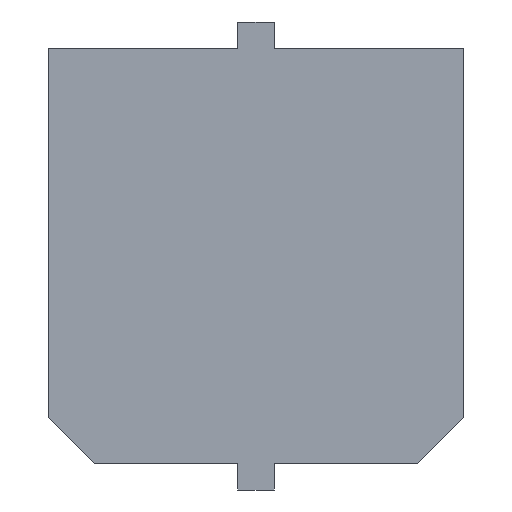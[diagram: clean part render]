
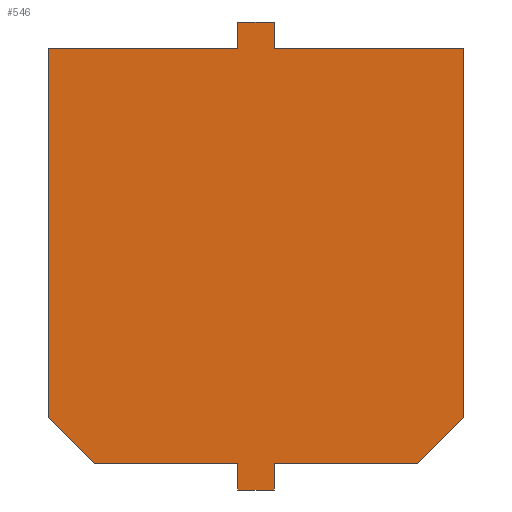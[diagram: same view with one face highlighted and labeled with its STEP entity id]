
A CAD part, front view. The second image highlights one B-rep face of the part: STEP entity #546.
In plain terms, the highlighted planar face has unit normal (0, -1, 0).
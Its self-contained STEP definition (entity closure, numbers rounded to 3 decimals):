
#6 = ORIENTED_EDGE ( 'NONE', *, *, #818, .F. ) ;
#12 = LINE ( 'NONE', #108, #888 ) ;
#47 = VECTOR ( 'NONE', #455, 1000. ) ;
#62 = EDGE_LOOP ( 'NONE', ( #324, #855, #832, #994, #1061, #869, #6, #338, #807, #105, #493, #466, #354, #211 ) ) ;
#66 = DIRECTION ( 'NONE',  ( 0., -1., 0. ) ) ;
#89 = VERTEX_POINT ( 'NONE', #999 ) ;
#105 = ORIENTED_EDGE ( 'NONE', *, *, #448, .F. ) ;
#108 = CARTESIAN_POINT ( 'NONE',  ( -0.45, 0., -2.3 ) ) ;
#113 = CARTESIAN_POINT ( 'NONE',  ( 5.15, 0., -4. ) ) ;
#115 = DIRECTION ( 'NONE',  ( -1., 0., 0. ) ) ;
#129 = DIRECTION ( 'NONE',  ( 0., 0., 1. ) ) ;
#131 = EDGE_CURVE ( 'NONE', #178, #887, #169, .T. ) ;
#138 = CARTESIAN_POINT ( 'NONE',  ( -4., 0., -5.15 ) ) ;
#148 = VECTOR ( 'NONE', #355, 1000. ) ;
#169 = LINE ( 'NONE', #972, #250 ) ;
#174 = VECTOR ( 'NONE', #954, 1000. ) ;
#178 = VERTEX_POINT ( 'NONE', #477 ) ;
#184 = LINE ( 'NONE', #138, #47 ) ;
#196 = CARTESIAN_POINT ( 'NONE',  ( -5.15, 0., -4. ) ) ;
#211 = ORIENTED_EDGE ( 'NONE', *, *, #1034, .F. ) ;
#212 = DIRECTION ( 'NONE',  ( 1., 0., 0. ) ) ;
#246 = VERTEX_POINT ( 'NONE', #701 ) ;
#250 = VECTOR ( 'NONE', #787, 1000. ) ;
#263 = CARTESIAN_POINT ( 'NONE',  ( -0.45, 0., -5.15 ) ) ;
#289 = CARTESIAN_POINT ( 'NONE',  ( 0., 0., 0. ) ) ;
#297 = VECTOR ( 'NONE', #975, 1000. ) ;
#319 = LINE ( 'NONE', #991, #948 ) ;
#324 = ORIENTED_EDGE ( 'NONE', *, *, #1097, .F. ) ;
#338 = ORIENTED_EDGE ( 'NONE', *, *, #1024, .F. ) ;
#354 = ORIENTED_EDGE ( 'NONE', *, *, #369, .F. ) ;
#355 = DIRECTION ( 'NONE',  ( -0.707, 0., 0.707 ) ) ;
#357 = LINE ( 'NONE', #196, #148 ) ;
#369 = EDGE_CURVE ( 'NONE', #517, #731, #766, .T. ) ;
#375 = CARTESIAN_POINT ( 'NONE',  ( -5.15, 0., 5.15 ) ) ;
#377 = DIRECTION ( 'NONE',  ( 0., 0., -1. ) ) ;
#379 = CARTESIAN_POINT ( 'NONE',  ( 0.45, 0., 5.8 ) ) ;
#386 = CARTESIAN_POINT ( 'NONE',  ( -4., 0., -5.15 ) ) ;
#393 = DIRECTION ( 'NONE',  ( 1., 0., 0. ) ) ;
#394 = VERTEX_POINT ( 'NONE', #1014 ) ;
#402 = VERTEX_POINT ( 'NONE', #891 ) ;
#414 = EDGE_CURVE ( 'NONE', #697, #178, #1103, .T. ) ;
#416 = DIRECTION ( 'NONE',  ( 0., 0., 1. ) ) ;
#434 = CARTESIAN_POINT ( 'NONE',  ( 5.15, 0., 5.15 ) ) ;
#440 = CARTESIAN_POINT ( 'NONE',  ( -0.45, 0., 5.8 ) ) ;
#448 = EDGE_CURVE ( 'NONE', #505, #394, #756, .T. ) ;
#455 = DIRECTION ( 'NONE',  ( -1., 0., 0. ) ) ;
#466 = ORIENTED_EDGE ( 'NONE', *, *, #771, .F. ) ;
#469 = VECTOR ( 'NONE', #416, 1000. ) ;
#477 = CARTESIAN_POINT ( 'NONE',  ( 0.45, 0., -5.15 ) ) ;
#493 = ORIENTED_EDGE ( 'NONE', *, *, #1065, .F. ) ;
#494 = LINE ( 'NONE', #799, #747 ) ;
#505 = VERTEX_POINT ( 'NONE', #440 ) ;
#517 = VERTEX_POINT ( 'NONE', #810 ) ;
#546 = ADVANCED_FACE ( 'NONE', ( #950 ), #739, .T. ) ;
#575 = VERTEX_POINT ( 'NONE', #386 ) ;
#588 = EDGE_CURVE ( 'NONE', #627, #902, #12, .T. ) ;
#603 = LINE ( 'NONE', #1023, #829 ) ;
#627 = VERTEX_POINT ( 'NONE', #923 ) ;
#681 = VECTOR ( 'NONE', #783, 1000. ) ;
#697 = VERTEX_POINT ( 'NONE', #1081 ) ;
#701 = CARTESIAN_POINT ( 'NONE',  ( -0.45, 0., 5.15 ) ) ;
#702 = VECTOR ( 'NONE', #212, 1000. ) ;
#723 = DIRECTION ( 'NONE',  ( -0.707, 0., -0.707 ) ) ;
#727 = EDGE_CURVE ( 'NONE', #1054, #697, #319, .T. ) ;
#731 = VERTEX_POINT ( 'NONE', #375 ) ;
#738 = CARTESIAN_POINT ( 'NONE',  ( -4., 0., -5.15 ) ) ;
#739 = PLANE ( 'NONE',  #945 ) ;
#747 = VECTOR ( 'NONE', #1058, 1000. ) ;
#756 = LINE ( 'NONE', #379, #843 ) ;
#760 = LINE ( 'NONE', #1031, #297 ) ;
#766 = LINE ( 'NONE', #777, #681 ) ;
#771 = EDGE_CURVE ( 'NONE', #731, #246, #928, .T. ) ;
#777 = CARTESIAN_POINT ( 'NONE',  ( -5.15, 0., 5.15 ) ) ;
#782 = CARTESIAN_POINT ( 'NONE',  ( -0.45, 0., 2.3 ) ) ;
#783 = DIRECTION ( 'NONE',  ( 0., 0., 1. ) ) ;
#787 = DIRECTION ( 'NONE',  ( 0., 0., -1. ) ) ;
#799 = CARTESIAN_POINT ( 'NONE',  ( 0.45, 0., 2.3 ) ) ;
#807 = ORIENTED_EDGE ( 'NONE', *, *, #844, .F. ) ;
#810 = CARTESIAN_POINT ( 'NONE',  ( -5.15, 0., -4. ) ) ;
#818 = EDGE_CURVE ( 'NONE', #402, #1054, #1045, .T. ) ;
#829 = VECTOR ( 'NONE', #1029, 1000. ) ;
#832 = ORIENTED_EDGE ( 'NONE', *, *, #944, .F. ) ;
#843 = VECTOR ( 'NONE', #393, 1000. ) ;
#844 = EDGE_CURVE ( 'NONE', #394, #89, #494, .T. ) ;
#855 = ORIENTED_EDGE ( 'NONE', *, *, #588, .F. ) ;
#869 = ORIENTED_EDGE ( 'NONE', *, *, #727, .F. ) ;
#887 = VERTEX_POINT ( 'NONE', #1068 ) ;
#888 = VECTOR ( 'NONE', #129, 1000. ) ;
#891 = CARTESIAN_POINT ( 'NONE',  ( 5.15, 0., 5.15 ) ) ;
#898 = VECTOR ( 'NONE', #115, 1000. ) ;
#902 = VERTEX_POINT ( 'NONE', #263 ) ;
#904 = CARTESIAN_POINT ( 'NONE',  ( 5.15, 0., -4. ) ) ;
#923 = CARTESIAN_POINT ( 'NONE',  ( -0.45, 0., -5.8 ) ) ;
#928 = LINE ( 'NONE', #434, #702 ) ;
#940 = LINE ( 'NONE', #782, #469 ) ;
#944 = EDGE_CURVE ( 'NONE', #887, #627, #760, .T. ) ;
#945 = AXIS2_PLACEMENT_3D ( 'NONE', #289, #66, #377 ) ;
#948 = VECTOR ( 'NONE', #723, 1000. ) ;
#950 = FACE_OUTER_BOUND ( 'NONE', #62, .T. ) ;
#954 = DIRECTION ( 'NONE',  ( 0., 0., -1. ) ) ;
#972 = CARTESIAN_POINT ( 'NONE',  ( 0.45, 0., -2.3 ) ) ;
#975 = DIRECTION ( 'NONE',  ( -1., 0., 0. ) ) ;
#991 = CARTESIAN_POINT ( 'NONE',  ( 4., 0., -5.15 ) ) ;
#994 = ORIENTED_EDGE ( 'NONE', *, *, #131, .F. ) ;
#999 = CARTESIAN_POINT ( 'NONE',  ( 0.45, 0., 5.15 ) ) ;
#1014 = CARTESIAN_POINT ( 'NONE',  ( 0.45, 0., 5.8 ) ) ;
#1023 = CARTESIAN_POINT ( 'NONE',  ( 5.15, 0., 5.15 ) ) ;
#1024 = EDGE_CURVE ( 'NONE', #89, #402, #603, .T. ) ;
#1029 = DIRECTION ( 'NONE',  ( 1., 0., 0. ) ) ;
#1031 = CARTESIAN_POINT ( 'NONE',  ( 0.45, 0., -5.8 ) ) ;
#1034 = EDGE_CURVE ( 'NONE', #575, #517, #357, .T. ) ;
#1045 = LINE ( 'NONE', #113, #174 ) ;
#1054 = VERTEX_POINT ( 'NONE', #904 ) ;
#1058 = DIRECTION ( 'NONE',  ( 0., 0., -1. ) ) ;
#1061 = ORIENTED_EDGE ( 'NONE', *, *, #414, .F. ) ;
#1065 = EDGE_CURVE ( 'NONE', #246, #505, #940, .T. ) ;
#1068 = CARTESIAN_POINT ( 'NONE',  ( 0.45, 0., -5.8 ) ) ;
#1081 = CARTESIAN_POINT ( 'NONE',  ( 4., 0., -5.15 ) ) ;
#1097 = EDGE_CURVE ( 'NONE', #902, #575, #184, .T. ) ;
#1103 = LINE ( 'NONE', #738, #898 ) ;
